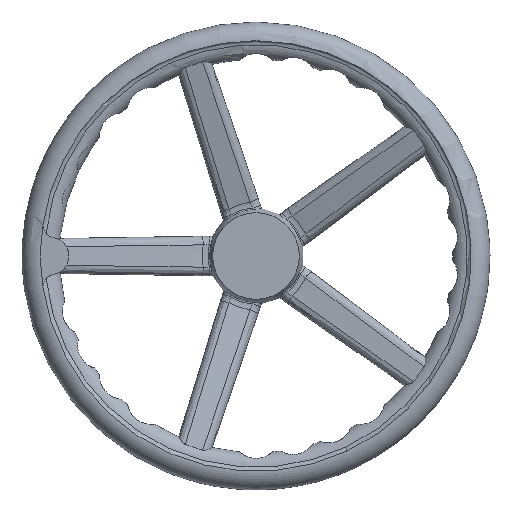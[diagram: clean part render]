
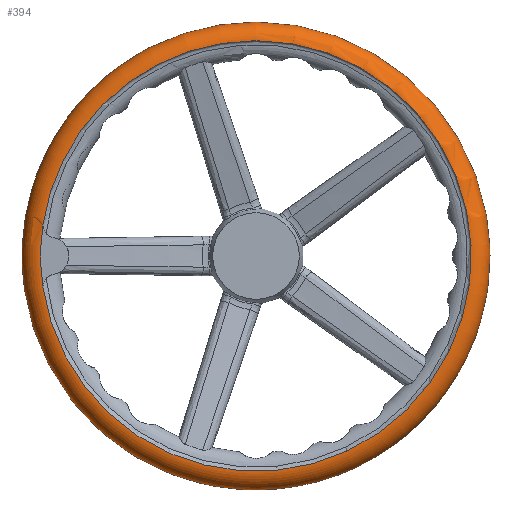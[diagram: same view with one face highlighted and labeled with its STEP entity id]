
A CAD part, left-side view. The second image highlights one B-rep face of the part: STEP entity #394.
In plain terms, the highlighted toroidal (fillet/blend) face has major radius 184 mm and minor radius 16 mm.
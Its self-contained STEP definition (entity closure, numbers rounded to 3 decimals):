
#210=TOROIDAL_SURFACE('',#2501,184.,16.);
#252=FACE_BOUND('',#747,.T.);
#253=FACE_BOUND('',#748,.T.);
#276=CIRCLE('',#2487,184.);
#281=CIRCLE('',#2497,184.);
#283=CIRCLE('',#2500,184.);
#394=ADVANCED_FACE('',(#252,#253),#210,.T.);
#747=EDGE_LOOP('',(#1163,#1164));
#748=EDGE_LOOP('',(#1165));
#1163=ORIENTED_EDGE('',*,*,#2081,.F.);
#1164=ORIENTED_EDGE('',*,*,#2064,.F.);
#1165=ORIENTED_EDGE('',*,*,#2079,.T.);
#1826=VERTEX_POINT('',#4513);
#1827=VERTEX_POINT('',#4520);
#1840=VERTEX_POINT('',#4596);
#2064=EDGE_CURVE('',#1827,#1826,#276,.T.);
#2079=EDGE_CURVE('',#1840,#1840,#281,.T.);
#2081=EDGE_CURVE('',#1826,#1827,#283,.T.);
#2487=AXIS2_PLACEMENT_3D('',#4521,#2744,#2745);
#2497=AXIS2_PLACEMENT_3D('',#4595,#2764,#2765);
#2500=AXIS2_PLACEMENT_3D('',#4599,#2770,#2771);
#2501=AXIS2_PLACEMENT_3D('',#4600,#2772,#2773);
#2744=DIRECTION('',(-1.,0.,0.));
#2745=DIRECTION('',(0.,0.,1.));
#2764=DIRECTION('',(-1.,0.,0.));
#2765=DIRECTION('',(0.,0.,1.));
#2770=DIRECTION('',(-1.,0.,0.));
#2771=DIRECTION('',(0.,0.,1.));
#2772=DIRECTION('',(-1.,0.,0.));
#2773=DIRECTION('',(0.,0.,1.));
#4513=CARTESIAN_POINT('',(684.413,874.235,26.5));
#4520=CARTESIAN_POINT('',(684.413,874.235,-26.5));
#4521=CARTESIAN_POINT('',(684.413,692.153,0.));
#4595=CARTESIAN_POINT('',(716.413,692.153,0.));
#4596=CARTESIAN_POINT('',(716.413,692.153,184.));
#4599=CARTESIAN_POINT('',(684.413,692.153,0.));
#4600=CARTESIAN_POINT('',(700.413,692.153,0.));
